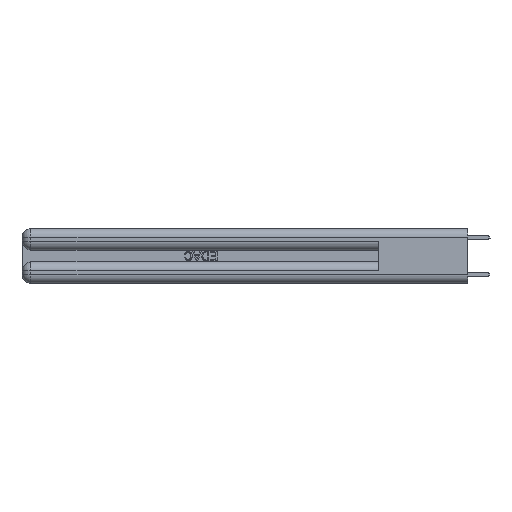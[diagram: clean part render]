
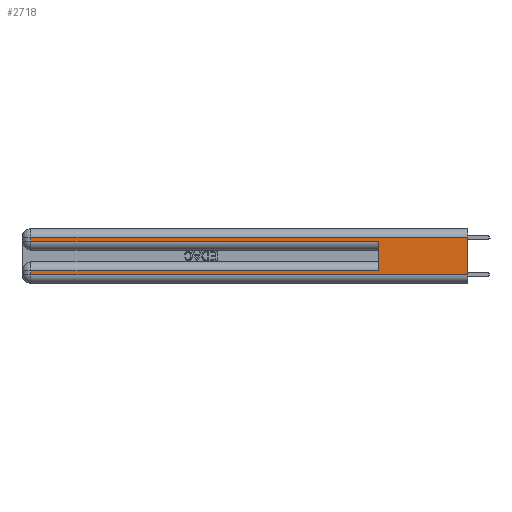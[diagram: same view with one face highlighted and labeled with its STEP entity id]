
A CAD part, left-side view. The second image highlights one B-rep face of the part: STEP entity #2718.
In plain terms, the highlighted planar face has unit normal (-1, 0, 0).
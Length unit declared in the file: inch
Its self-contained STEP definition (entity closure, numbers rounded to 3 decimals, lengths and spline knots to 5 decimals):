
#381 = LINE ( 'NONE', #18677, #13177 ) ;
#1292 = EDGE_LOOP ( 'NONE', ( #35117, #20934, #34864, #4192, #4597, #18641, #11470, #20247 ) ) ;
#1835 = VECTOR ( 'NONE', #26718, 39.37008 ) ;
#2718 = ADVANCED_FACE ( 'NONE', ( #21625 ), #24902, .F. ) ;
#4192 = ORIENTED_EDGE ( 'NONE', *, *, #18557, .T. ) ;
#4461 = DIRECTION ( 'NONE',  ( 0., 0., 1. ) ) ;
#4597 = ORIENTED_EDGE ( 'NONE', *, *, #18464, .F. ) ;
#5644 = VERTEX_POINT ( 'NONE', #7746 ) ;
#5764 = DIRECTION ( 'NONE',  ( 1., 0., 0. ) ) ;
#6669 = CARTESIAN_POINT ( 'NONE',  ( 0., 0., 0.31 ) ) ;
#6680 = CARTESIAN_POINT ( 'NONE',  ( 0., 0., 0.085 ) ) ;
#7711 = CARTESIAN_POINT ( 'NONE',  ( 0., 0., 0.06 ) ) ;
#7746 = CARTESIAN_POINT ( 'NONE',  ( 0., 0.6, 0.285 ) ) ;
#7975 = VERTEX_POINT ( 'NONE', #22798 ) ;
#8065 = VERTEX_POINT ( 'NONE', #28367 ) ;
#9116 = CARTESIAN_POINT ( 'NONE',  ( 0., 0.6, 0.145 ) ) ;
#9391 = CARTESIAN_POINT ( 'NONE',  ( 0., 2.94, 0.37 ) ) ;
#9631 = LINE ( 'NONE', #9116, #19441 ) ;
#9761 = AXIS2_PLACEMENT_3D ( 'NONE', #16623, #5764, #24793 ) ;
#10091 = CARTESIAN_POINT ( 'NONE',  ( 0., 0., 0.285 ) ) ;
#10379 = LINE ( 'NONE', #9391, #11605 ) ;
#11470 = ORIENTED_EDGE ( 'NONE', *, *, #16563, .T. ) ;
#11605 = VECTOR ( 'NONE', #34147, 39.37008 ) ;
#13177 = VECTOR ( 'NONE', #15931, 39.37008 ) ;
#13619 = VECTOR ( 'NONE', #27630, 39.37008 ) ;
#14442 = LINE ( 'NONE', #22504, #13619 ) ;
#14888 = DIRECTION ( 'NONE',  ( 0., 1., 0. ) ) ;
#15682 = VECTOR ( 'NONE', #28600, 39.37008 ) ;
#15746 = EDGE_CURVE ( 'NONE', #21521, #7975, #14442, .T. ) ;
#15931 = DIRECTION ( 'NONE',  ( 0., 0., -1. ) ) ;
#16346 = CARTESIAN_POINT ( 'NONE',  ( 0., 2.94, 0.085 ) ) ;
#16563 = EDGE_CURVE ( 'NONE', #32586, #20845, #30110, .T. ) ;
#16623 = CARTESIAN_POINT ( 'NONE',  ( 0., 0., 0.37 ) ) ;
#18078 = CARTESIAN_POINT ( 'NONE',  ( 0., 2.94, 0.37 ) ) ;
#18464 = EDGE_CURVE ( 'NONE', #31504, #5644, #9631, .T. ) ;
#18557 = EDGE_CURVE ( 'NONE', #8065, #5644, #28759, .T. ) ;
#18616 = VECTOR ( 'NONE', #20534, 39.37008 ) ;
#18641 = ORIENTED_EDGE ( 'NONE', *, *, #30012, .T. ) ;
#18677 = CARTESIAN_POINT ( 'NONE',  ( 0., 0., 0.37 ) ) ;
#19441 = VECTOR ( 'NONE', #4461, 39.37008 ) ;
#19847 = CARTESIAN_POINT ( 'NONE',  ( 0., 0.6, 0.085 ) ) ;
#20247 = ORIENTED_EDGE ( 'NONE', *, *, #24288, .T. ) ;
#20534 = DIRECTION ( 'NONE',  ( 0., -1., 0. ) ) ;
#20845 = VERTEX_POINT ( 'NONE', #24790 ) ;
#20934 = ORIENTED_EDGE ( 'NONE', *, *, #15746, .T. ) ;
#21521 = VERTEX_POINT ( 'NONE', #6669 ) ;
#21625 = FACE_OUTER_BOUND ( 'NONE', #1292, .T. ) ;
#22504 = CARTESIAN_POINT ( 'NONE',  ( 0., 0., 0.31 ) ) ;
#22798 = CARTESIAN_POINT ( 'NONE',  ( 0., 2.94, 0.31 ) ) ;
#23532 = LINE ( 'NONE', #7711, #1835 ) ;
#24288 = EDGE_CURVE ( 'NONE', #20845, #30785, #23532, .T. ) ;
#24790 = CARTESIAN_POINT ( 'NONE',  ( 0., 2.94, 0.06 ) ) ;
#24793 = DIRECTION ( 'NONE',  ( 0., 0., -1. ) ) ;
#24902 = PLANE ( 'NONE',  #9761 ) ;
#25430 = EDGE_CURVE ( 'NONE', #7975, #8065, #10379, .T. ) ;
#26718 = DIRECTION ( 'NONE',  ( 0., -1., 0. ) ) ;
#27630 = DIRECTION ( 'NONE',  ( 0., 1., 0. ) ) ;
#28367 = CARTESIAN_POINT ( 'NONE',  ( 0., 2.94, 0.285 ) ) ;
#28481 = VECTOR ( 'NONE', #14888, 39.37008 ) ;
#28600 = DIRECTION ( 'NONE',  ( 0., 0., -1. ) ) ;
#28759 = LINE ( 'NONE', #10091, #18616 ) ;
#30012 = EDGE_CURVE ( 'NONE', #31504, #32586, #33631, .T. ) ;
#30110 = LINE ( 'NONE', #18078, #15682 ) ;
#30785 = VERTEX_POINT ( 'NONE', #35021 ) ;
#31504 = VERTEX_POINT ( 'NONE', #19847 ) ;
#31726 = EDGE_CURVE ( 'NONE', #21521, #30785, #381, .T. ) ;
#32586 = VERTEX_POINT ( 'NONE', #16346 ) ;
#33631 = LINE ( 'NONE', #6680, #28481 ) ;
#34147 = DIRECTION ( 'NONE',  ( 0., 0., -1. ) ) ;
#34864 = ORIENTED_EDGE ( 'NONE', *, *, #25430, .T. ) ;
#35021 = CARTESIAN_POINT ( 'NONE',  ( 0., 0., 0.06 ) ) ;
#35117 = ORIENTED_EDGE ( 'NONE', *, *, #31726, .F. ) ;
